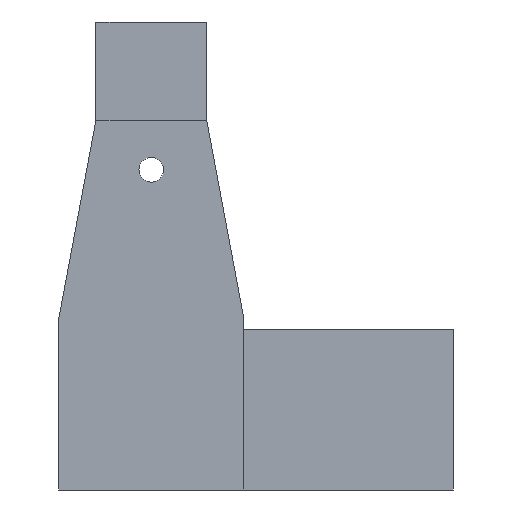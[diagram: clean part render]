
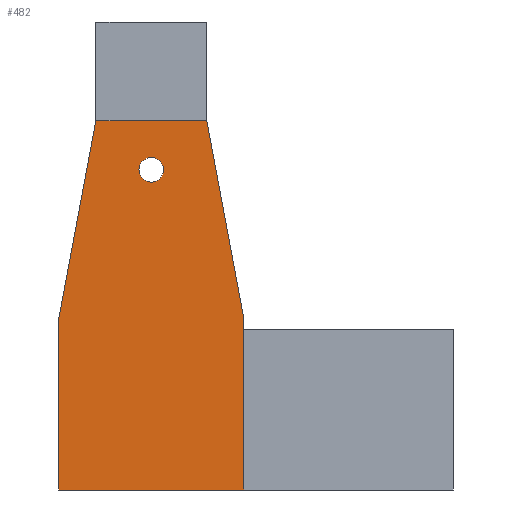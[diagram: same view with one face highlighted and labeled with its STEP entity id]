
A CAD part, left-side view. The second image highlights one B-rep face of the part: STEP entity #482.
In plain terms, the highlighted planar face has unit normal (-1, 0, 0).
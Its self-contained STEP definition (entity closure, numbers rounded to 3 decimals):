
#20=FACE_BOUND('',#98,.T.);
#38=PLANE('',#539);
#65=FACE_OUTER_BOUND('',#97,.T.);
#97=EDGE_LOOP('',(#400,#401,#402,#403,#404,#405));
#98=EDGE_LOOP('',(#406));
#128=LINE('',#752,#176);
#132=LINE('',#761,#180);
#140=LINE('',#776,#188);
#145=LINE('',#786,#193);
#146=LINE('',#788,#194);
#147=LINE('',#789,#195);
#176=VECTOR('',#623,10.);
#180=VECTOR('',#629,10.);
#188=VECTOR('',#641,10.);
#193=VECTOR('',#650,10.);
#194=VECTOR('',#651,10.);
#195=VECTOR('',#652,10.);
#213=CIRCLE('',#511,1.);
#229=VERTEX_POINT('',#695);
#247=VERTEX_POINT('',#750);
#248=VERTEX_POINT('',#751);
#251=VERTEX_POINT('',#759);
#252=VERTEX_POINT('',#760);
#260=VERTEX_POINT('',#785);
#261=VERTEX_POINT('',#787);
#272=EDGE_CURVE('',#229,#229,#213,.T.);
#297=EDGE_CURVE('',#247,#248,#128,.T.);
#301=EDGE_CURVE('',#251,#252,#132,.T.);
#309=EDGE_CURVE('',#247,#252,#140,.T.);
#314=EDGE_CURVE('',#260,#251,#145,.T.);
#315=EDGE_CURVE('',#260,#261,#146,.T.);
#316=EDGE_CURVE('',#261,#248,#147,.T.);
#400=ORIENTED_EDGE('',*,*,#309,.T.);
#401=ORIENTED_EDGE('',*,*,#301,.F.);
#402=ORIENTED_EDGE('',*,*,#314,.F.);
#403=ORIENTED_EDGE('',*,*,#315,.T.);
#404=ORIENTED_EDGE('',*,*,#316,.T.);
#405=ORIENTED_EDGE('',*,*,#297,.F.);
#406=ORIENTED_EDGE('',*,*,#272,.T.);
#482=ADVANCED_FACE('',(#65,#20),#38,.T.);
#511=AXIS2_PLACEMENT_3D('',#697,#563,#564);
#539=AXIS2_PLACEMENT_3D('',#784,#648,#649);
#563=DIRECTION('center_axis',(1.,0.,0.));
#564=DIRECTION('ref_axis',(0.,1.,0.));
#623=DIRECTION('',(0.,-0.184,-0.983));
#629=DIRECTION('',(0.,-0.184,0.983));
#641=DIRECTION('',(0.,1.,0.));
#648=DIRECTION('center_axis',(-1.,0.,0.));
#649=DIRECTION('ref_axis',(0.,-1.,0.));
#650=DIRECTION('',(0.,0.,1.));
#651=DIRECTION('',(0.,-1.,0.));
#652=DIRECTION('',(0.,0.,1.));
#695=CARTESIAN_POINT('',(-5.,23.5,26.));
#697=CARTESIAN_POINT('Origin',(-5.,24.5,26.));
#750=CARTESIAN_POINT('',(-5.,20.,30.));
#751=CARTESIAN_POINT('',(-5.,17.,14.));
#752=CARTESIAN_POINT('',(-5.,20.,30.));
#759=CARTESIAN_POINT('',(-5.,32.,14.));
#760=CARTESIAN_POINT('',(-5.,29.,30.));
#761=CARTESIAN_POINT('',(-5.,32.,14.));
#776=CARTESIAN_POINT('',(-5.,30.5,30.));
#784=CARTESIAN_POINT('Origin',(-5.,32.,0.));
#785=CARTESIAN_POINT('',(-5.,32.,0.));
#786=CARTESIAN_POINT('',(-5.,32.,0.));
#787=CARTESIAN_POINT('',(-5.,17.,0.));
#788=CARTESIAN_POINT('',(-5.,32.,0.));
#789=CARTESIAN_POINT('',(-5.,17.,0.));
